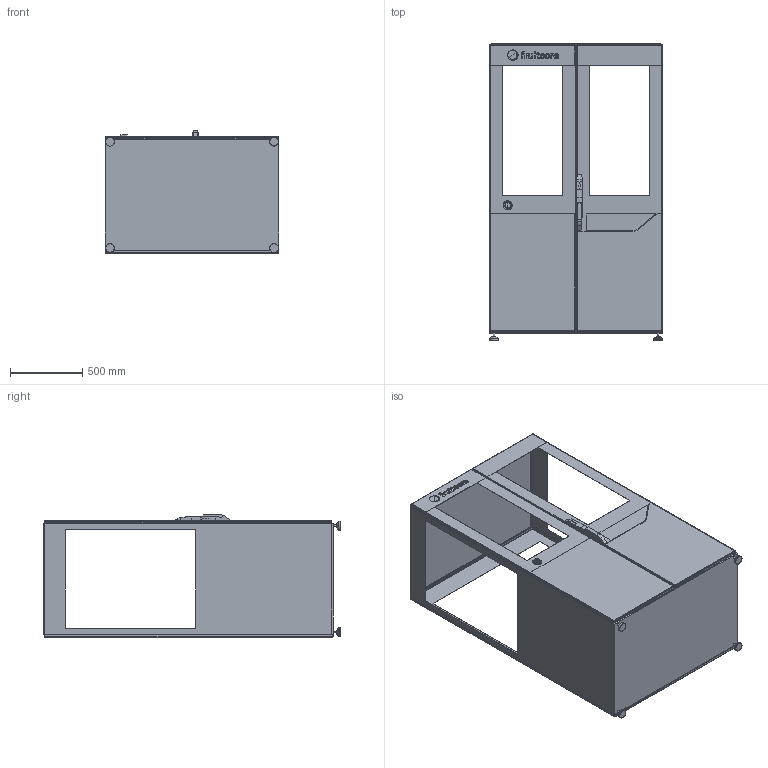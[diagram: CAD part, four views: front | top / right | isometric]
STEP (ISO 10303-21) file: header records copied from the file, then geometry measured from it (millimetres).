
FILE_DESCRIPTION (( 'STEP AP214' ), '1' );
FILE_NAME ('HorstCUBE_Variante_3_STEP.STEP', '2024-02-24T19:49:58', ( '' ), ( '' ), 'SwSTEP 2.0', 'SolidWorks 2019', '' );
FILE_SCHEMA (( 'AUTOMOTIVE_DESIGN' ));
Length unit declared in the file: millimetre
Products named in the file (1): HorstCUBE_Variante_3_STEP
Bounding box: 1202 x 2052 x 848.11 mm (x, y, z)
Volume: 25817805 mm3; surface area: 18182813.6 mm2
Topology: 17 solids, 17 shells, 1025 faces, 3130 edges, 2126 vertices
Faces by surface type: cylinder 516, plane 336, bspline 155, cone 17, torus 1
Full cylindrical faces by diameter (mm): 9 x315, 11 x3, 12 x7, 14 x3, 58.5 x3, 60 x4
Entity records: 45806 total; most frequent: CARTESIAN_POINT 8950, ORIENTED_EDGE 4856, DIRECTION 4804, EDGE_CURVE 2428, EDGE_LOOP 2060, AXIS2_PLACEMENT_3D 1873, VERTEX_POINT 1808, FACE_OUTER_BOUND 1366
